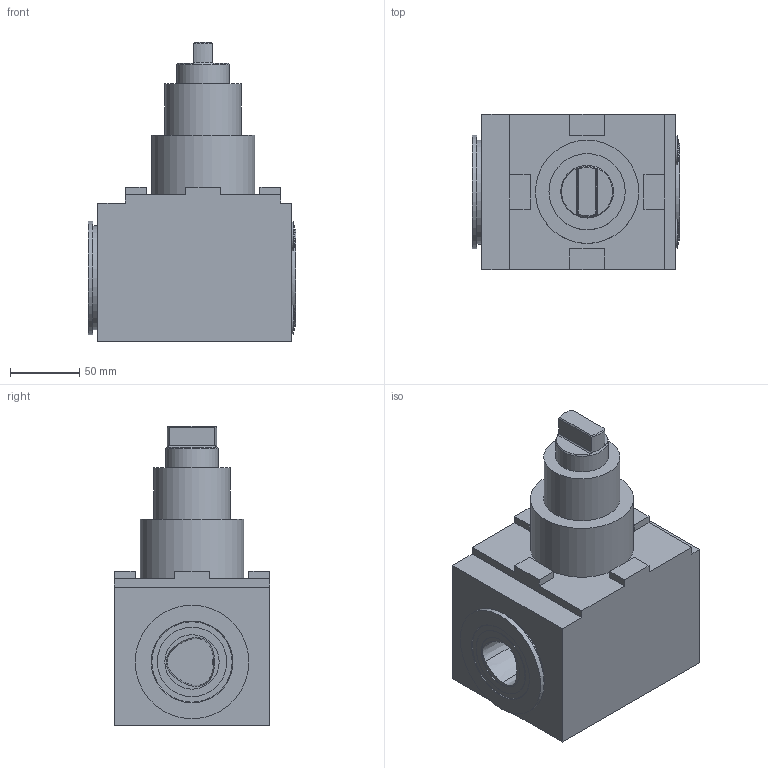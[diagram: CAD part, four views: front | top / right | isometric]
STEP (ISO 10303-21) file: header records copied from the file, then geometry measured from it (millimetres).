
FILE_DESCRIPTION(/* description */ (''),/* implementation_level */ '2;1');
FILE_NAME(/* name */ '1533820979117.stp',/* time_stamp */ '2018-08-09T15:23:05+02:00',/* author */ (''),/* organization */ ('SMS'),/* preprocessor_version */ 'ST-DEVELOPER v15',/* originating_system */ 'SIEMENS PLM Software NX 8.5',/* authorisation */ '');
FILE_SCHEMA (('AUTOMOTIVE_DESIGN { 1 0 10303 214 3 1 1 1 }'));
Length unit declared in the file: millimetre
Products named in the file (1): 201816872mod000_00
Bounding box: 150 x 112 x 216 mm (x, y, z)
Volume: 1969883.7 mm3; surface area: 113486 mm2
Topology: 1 solids, 1 shells, 82 faces, 204 edges, 135 vertices
Faces by surface type: plane 51, cylinder 21, cone 10
Full cylindrical faces by diameter (mm): 3 x1, 38 x1, 39.2 x1, 50 x1, 55 x1, 69.6 x1, 74.499 x1, 75 x1, 81.904 x1
Entity records: 2554 total; most frequent: CARTESIAN_POINT 571, DIRECTION 418, ORIENTED_EDGE 378, EDGE_CURVE 189, AXIS2_PLACEMENT_3D 156, VERTEX_POINT 131, LINE 106, VECTOR 106
